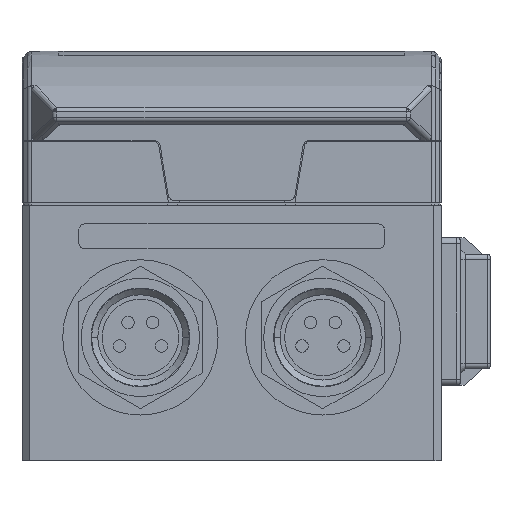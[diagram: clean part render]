
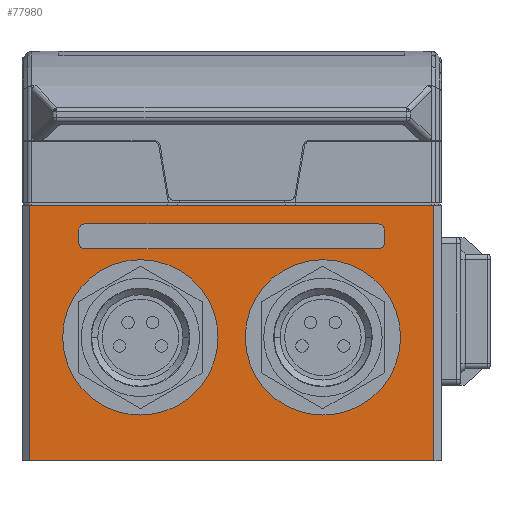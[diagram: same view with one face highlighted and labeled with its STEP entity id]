
A CAD part, left-side view. The second image highlights one B-rep face of the part: STEP entity #77980.
In plain terms, the highlighted planar face has unit normal (-1, 0, 0).
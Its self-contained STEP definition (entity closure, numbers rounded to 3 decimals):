
#5830=CARTESIAN_POINT('',(55.4,17.6,25.45));
#5840=VERTEX_POINT('',#5830);
#5890=CARTESIAN_POINT('',(55.4,17.6,19.15));
#5900=DIRECTION('',(-1.,0.,0.));
#5910=DIRECTION('',(0.,0.,1.));
#5920=AXIS2_PLACEMENT_3D('',#5890,#5900,#5910);
#5930=CIRCLE('',#5920,6.3);
#5940=CARTESIAN_POINT('',(55.4,17.6,12.85));
#5950=VERTEX_POINT('',#5940);
#5960=EDGE_CURVE('',#5950,#5840,#5930,.T.);
#7930=CARTESIAN_POINT('',(55.4,25.3,-0.65));
#7940=VERTEX_POINT('',#7930);
#7970=CARTESIAN_POINT('',(55.4,3.2,-0.65));
#7980=DIRECTION('',(0.,-1.,0.));
#7990=VECTOR('',#7980,1.);
#8000=LINE('',#7970,#7990);
#8010=CARTESIAN_POINT('',(55.4,26.3,-0.65));
#8020=VERTEX_POINT('',#8010);
#8030=EDGE_CURVE('',#8020,#7940,#8000,.T.);
#8190=CARTESIAN_POINT('',(55.4,26.3,-0.15));
#8200=DIRECTION('',(1.,0.,0.));
#8210=DIRECTION('',(0.,-1.,0.));
#8220=AXIS2_PLACEMENT_3D('',#8190,#8200,#8210);
#8230=CIRCLE('',#8220,0.5);
#8240=CARTESIAN_POINT('',(55.4,26.8,-0.15));
#8250=VERTEX_POINT('',#8240);
#8260=EDGE_CURVE('',#8020,#8250,#8230,.T.);
#17610=CARTESIAN_POINT('',(55.4,26.8,-3.2));
#17620=DIRECTION('',(0.,0.,-1.));
#17630=VECTOR('',#17620,1.);
#17640=LINE('',#17610,#17630);
#17650=CARTESIAN_POINT('',(55.4,26.8,23.65));
#17660=VERTEX_POINT('',#17650);
#17670=EDGE_CURVE('',#17660,#8250,#17640,.T.);
#28220=CARTESIAN_POINT('',(55.4,3.2,28.15));
#28230=DIRECTION('',(0.,1.,0.));
#28240=VECTOR('',#28230,1.);
#28250=LINE('',#28220,#28240);
#28260=CARTESIAN_POINT('',(55.4,7.6,28.15));
#28270=VERTEX_POINT('',#28260);
#28280=CARTESIAN_POINT('',(55.4,28.3,28.15));
#28290=VERTEX_POINT('',#28280);
#28300=EDGE_CURVE('',#28270,#28290,#28250,.T.);
#33180=CARTESIAN_POINT('',(55.4,25.3,23.65));
#33190=DIRECTION('',(1.,0.,0.));
#33200=DIRECTION('',(0.,-1.,0.));
#33210=AXIS2_PLACEMENT_3D('',#33180,#33190,#33200);
#33220=CIRCLE('',#33210,0.5);
#33230=CARTESIAN_POINT('',(55.4,25.3,24.15));
#33240=VERTEX_POINT('',#33230);
#33250=CARTESIAN_POINT('',(55.4,24.8,23.65));
#33260=VERTEX_POINT('',#33250);
#33270=EDGE_CURVE('',#33240,#33260,#33220,.T.);
#47030=CARTESIAN_POINT('',(55.4,24.8,-3.2));
#47040=DIRECTION('',(0.,0.,1.));
#47050=VECTOR('',#47040,1.);
#47060=LINE('',#47030,#47050);
#47070=CARTESIAN_POINT('',(55.4,24.8,-0.15));
#47080=VERTEX_POINT('',#47070);
#47090=EDGE_CURVE('',#47080,#33260,#47060,.T.);
#53230=CARTESIAN_POINT('',(55.4,25.3,-0.15));
#53240=DIRECTION('',(-1.,0.,0.));
#53250=DIRECTION('',(0.,1.,0.));
#53260=AXIS2_PLACEMENT_3D('',#53230,#53240,#53250);
#53270=CIRCLE('',#53260,0.5);
#53280=EDGE_CURVE('',#7940,#47080,#53270,.T.);
#53680=CARTESIAN_POINT('',(55.4,26.3,24.15));
#53690=VERTEX_POINT('',#53680);
#53720=CARTESIAN_POINT('',(55.4,3.2,24.15));
#53730=DIRECTION('',(0.,1.,0.));
#53740=VECTOR('',#53730,1.);
#53750=LINE('',#53720,#53740);
#53760=EDGE_CURVE('',#33240,#53690,#53750,.T.);
#59880=CARTESIAN_POINT('',(55.4,17.6,10.65));
#59890=VERTEX_POINT('',#59880);
#59920=CARTESIAN_POINT('',(55.4,17.6,4.35));
#59930=DIRECTION('',(-1.,0.,0.));
#59940=DIRECTION('',(0.,0.,1.));
#59950=AXIS2_PLACEMENT_3D('',#59920,#59930,#59940);
#59960=CIRCLE('',#59950,6.3);
#59970=CARTESIAN_POINT('',(55.4,17.6,-1.95));
#59980=VERTEX_POINT('',#59970);
#59990=EDGE_CURVE('',#59980,#59890,#59960,.T.);
#60180=CARTESIAN_POINT('',(55.4,28.3,-3.2));
#60190=DIRECTION('',(0.,0.,1.));
#60200=VECTOR('',#60190,1.);
#60210=LINE('',#60180,#60200);
#60220=CARTESIAN_POINT('',(55.4,28.3,-4.65));
#60230=VERTEX_POINT('',#60220);
#60240=EDGE_CURVE('',#60230,#28290,#60210,.T.);
#73350=CARTESIAN_POINT('',(55.4,26.3,23.65));
#73360=DIRECTION('',(1.,0.,0.));
#73370=DIRECTION('',(0.,-1.,0.));
#73380=AXIS2_PLACEMENT_3D('',#73350,#73360,#73370);
#73390=CIRCLE('',#73380,0.5);
#73400=EDGE_CURVE('',#17660,#53690,#73390,.T.);
#76210=CARTESIAN_POINT('',(55.4,7.6,-4.65));
#76220=VERTEX_POINT('',#76210);
#76270=CARTESIAN_POINT('',(55.4,3.2,-4.65));
#76280=DIRECTION('',(0.,1.,0.));
#76290=VECTOR('',#76280,1.);
#76300=LINE('',#76270,#76290);
#76310=EDGE_CURVE('',#76220,#60230,#76300,.T.);
#77620=CARTESIAN_POINT('',(55.4,27.325,9.75));
#77630=DIRECTION('',(-1.,-0.,-0.));
#77640=DIRECTION('',(0.,0.,-1.));
#77650=AXIS2_PLACEMENT_3D('',#77620,#77630,#77640);
#77660=PLANE('',#77650);
#77670=ORIENTED_EDGE('',*,*,#8260,.T.);
#77680=ORIENTED_EDGE('',*,*,#8030,.F.);
#77690=ORIENTED_EDGE('',*,*,#53280,.F.);
#77700=ORIENTED_EDGE('',*,*,#47090,.F.);
#77710=ORIENTED_EDGE('',*,*,#33270,.T.);
#77720=ORIENTED_EDGE('',*,*,#53760,.F.);
#77730=ORIENTED_EDGE('',*,*,#73400,.T.);
#77740=ORIENTED_EDGE('',*,*,#17670,.F.);
#77750=EDGE_LOOP('',(#77740,#77730,#77720,#77710,#77700,#77690,#77680,
#77670));
#77760=FACE_BOUND('',#77750,.T.);
#77770=EDGE_CURVE('',#59890,#59980,#59960,.T.);
#77780=ORIENTED_EDGE('',*,*,#77770,.F.);
#77790=ORIENTED_EDGE('',*,*,#59990,.F.);
#77800=EDGE_LOOP('',(#77790,#77780));
#77810=FACE_BOUND('',#77800,.T.);
#77820=EDGE_CURVE('',#5840,#5950,#5930,.T.);
#77830=ORIENTED_EDGE('',*,*,#77820,.F.);
#77840=ORIENTED_EDGE('',*,*,#5960,.F.);
#77850=EDGE_LOOP('',(#77840,#77830));
#77860=FACE_BOUND('',#77850,.T.);
#77870=CARTESIAN_POINT('',(55.4,7.6,-3.2));
#77880=DIRECTION('',(0.,0.,-1.));
#77890=VECTOR('',#77880,1.);
#77900=LINE('',#77870,#77890);
#77910=EDGE_CURVE('',#28270,#76220,#77900,.T.);
#77920=ORIENTED_EDGE('',*,*,#77910,.F.);
#77930=ORIENTED_EDGE('',*,*,#76310,.F.);
#77940=ORIENTED_EDGE('',*,*,#60240,.F.);
#77950=ORIENTED_EDGE('',*,*,#28300,.T.);
#77960=EDGE_LOOP('',(#77950,#77940,#77930,#77920));
#77970=FACE_OUTER_BOUND('',#77960,.T.);
#77980=ADVANCED_FACE('',(#77760,#77810,#77860,#77970),#77660,.T.);
